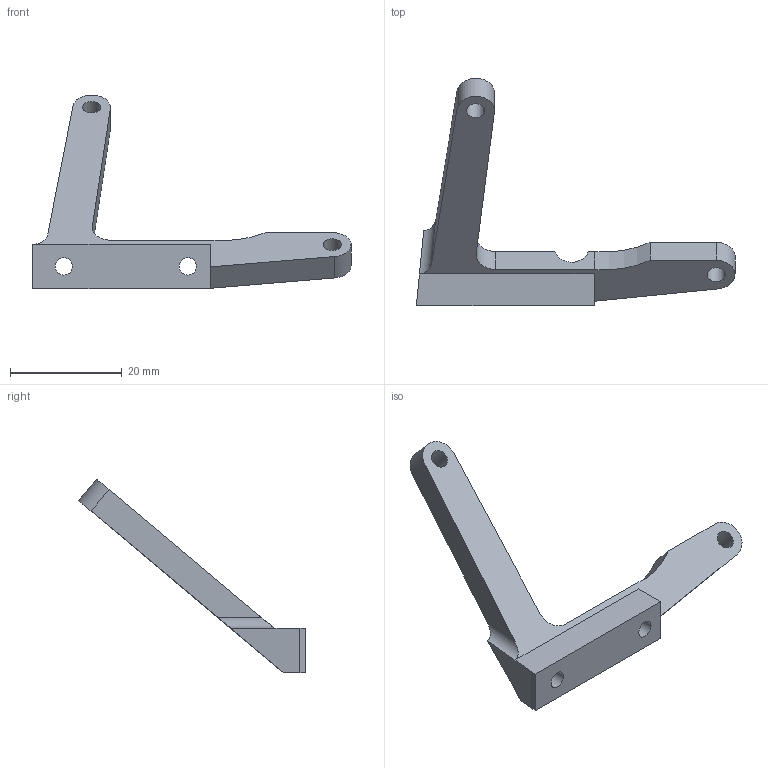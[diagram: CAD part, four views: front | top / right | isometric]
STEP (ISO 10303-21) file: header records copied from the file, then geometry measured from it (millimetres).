
FILE_DESCRIPTION(/* description */ (''),/* implementation_level */ '2;1');
FILE_NAME(/* name */ 'mount.step',/* time_stamp */ '2022-01-29T15:39:00+03:00',/* author */ (''),/* organization */ (''),/* preprocessor_version */ 'ST-DEVELOPER v18.1',/* originating_system */ 'Autodesk Translation Framework v10.13.0.1454',/* authorisation */ '');
FILE_SCHEMA (('AUTOMOTIVE_DESIGN { 1 0 10303 214 3 1 1 }'));
Length unit declared in the file: millimetre
Products named in the file (3): NF Sunrise Cobra; Обдув V2; Крепление вентилятора
Assembly tree (2 placements, depth 3):
  NF Sunrise Cobra
    Обдув V2
      Крепление вентилятора
Bounding box: 56.84 x 40.57 x 34.61 mm (x, y, z)
Volume: 3821.8 mm3; surface area: 2900.6 mm2
Topology: 1 solids, 1 shells, 26 faces, 68 edges, 45 vertices
Faces by surface type: plane 15, cylinder 11
Full cylindrical faces by diameter (mm): 3.1 x2, 3.2 x2, 6.2 x2
Entity records: 897 total; most frequent: DIRECTION 154, CARTESIAN_POINT 144, ORIENTED_EDGE 136, EDGE_CURVE 68, AXIS2_PLACEMENT_3D 55, VERTEX_POINT 45, LINE 44, VECTOR 44
